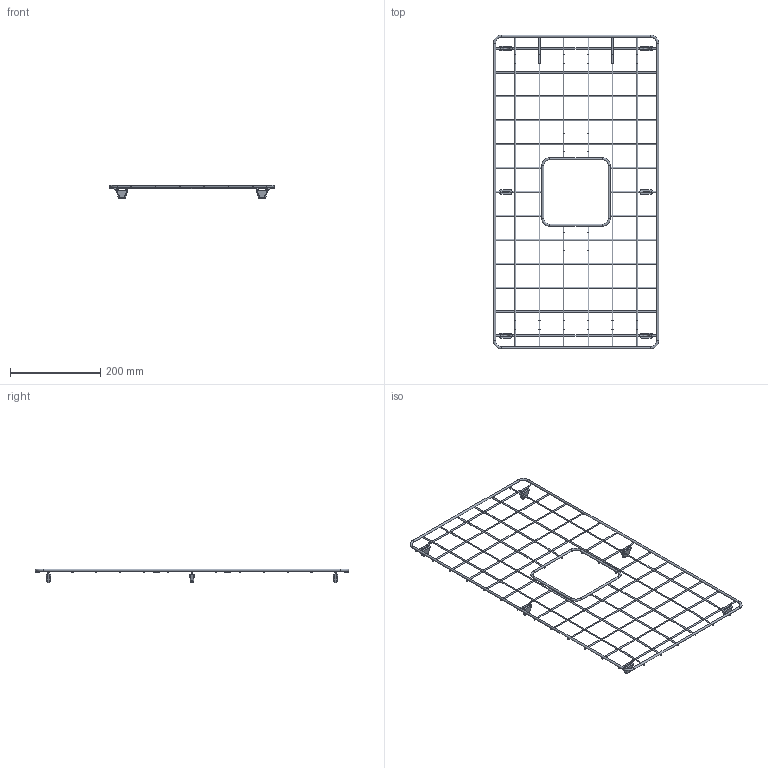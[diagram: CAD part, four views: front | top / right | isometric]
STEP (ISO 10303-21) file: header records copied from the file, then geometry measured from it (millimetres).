
FILE_DESCRIPTION(/* description */ (''),/* implementation_level */ '2;1');
FILE_NAME(/* name */ '1362_32x19x10 Inch Sink Rack Counter Bottom.stp',/* time_stamp */ '2016-12-27T09:22:56+03:00',/* author */ (''),/* organization */ (''),/* preprocessor_version */ 'ST-DEVELOPER v16',/* originating_system */ 'SIEMENS PLM Software NX 10.0',/* authorisation */ '');
FILE_SCHEMA (('AP203_CONFIGURATION_CONTROLLED_3D_DESIGN_OF_MECHANICAL_PARTS_AND_ASSEMBLIES_MIM_LF { 1 0 10303 403 2 1 2}'));
Length unit declared in the file: millimetre
Products named in the file (1): Can15C8F595tw8q
Bounding box: 366.65 x 695.19 x 30.73 mm (x, y, z)
Volume: 121726 mm3; surface area: 131006.9 mm2
Topology: 32 solids, 32 shells, 294 faces, 573 edges, 321 vertices
Faces by surface type: plane 90, cylinder 78, bspline 60, torus 42, sphere 24
Full cylindrical faces by diameter (mm): 3 x58, 4.8 x8
Entity records: 7722 total; most frequent: CARTESIAN_POINT 2707, DIRECTION 974, ORIENTED_EDGE 840, AXIS2_PLACEMENT_3D 439, EDGE_CURVE 420, EDGE_LOOP 408, VERTEX_POINT 300, ADVANCED_FACE 294
